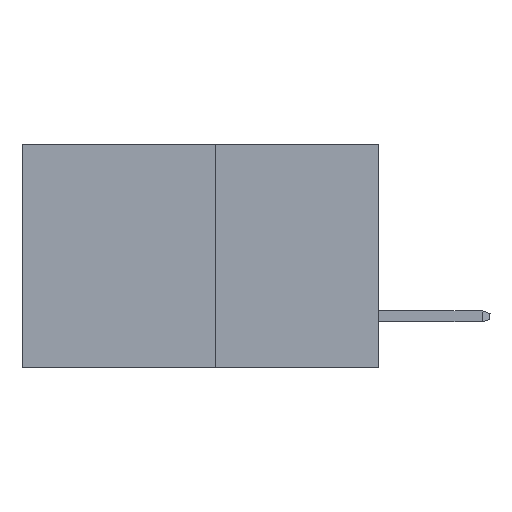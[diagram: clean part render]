
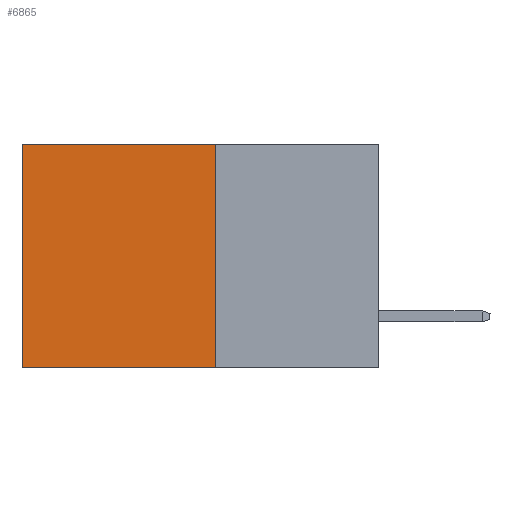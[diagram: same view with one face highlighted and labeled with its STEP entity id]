
A CAD part, left-side view. The second image highlights one B-rep face of the part: STEP entity #6865.
In plain terms, the highlighted planar face has unit normal (-1, 0, 0).
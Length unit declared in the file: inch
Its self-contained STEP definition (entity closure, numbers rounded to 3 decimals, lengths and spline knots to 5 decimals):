
#225 = VERTEX_POINT ( 'NONE', #6400 ) ;
#304 = ORIENTED_EDGE ( 'NONE', *, *, #1200, .F. ) ;
#431 = VECTOR ( 'NONE', #6861, 39.37008 ) ;
#622 = LINE ( 'NONE', #2036, #431 ) ;
#674 = PLANE ( 'NONE',  #6561 ) ;
#1026 = VERTEX_POINT ( 'NONE', #1970 ) ;
#1200 = EDGE_CURVE ( 'NONE', #225, #4426, #7281, .T. ) ;
#1311 = VECTOR ( 'NONE', #5163, 39.37008 ) ;
#1970 = CARTESIAN_POINT ( 'NONE',  ( 0.277, 0.59, 0. ) ) ;
#2036 = CARTESIAN_POINT ( 'NONE',  ( 0.277, 0.27, -0.37 ) ) ;
#2525 = DIRECTION ( 'NONE',  ( 0., 0., -1. ) ) ;
#2930 = LINE ( 'NONE', #7525, #1311 ) ;
#2982 = ORIENTED_EDGE ( 'NONE', *, *, #6104, .T. ) ;
#3990 = CARTESIAN_POINT ( 'NONE',  ( 0.277, 0.27, 0. ) ) ;
#4162 = CARTESIAN_POINT ( 'NONE',  ( 0.277, 0.27, 0. ) ) ;
#4302 = CARTESIAN_POINT ( 'NONE',  ( 0.277, 0.59, -0.37 ) ) ;
#4317 = EDGE_LOOP ( 'NONE', ( #6923, #304, #4948, #2982 ) ) ;
#4426 = VERTEX_POINT ( 'NONE', #4302 ) ;
#4528 = VECTOR ( 'NONE', #4769, 39.37008 ) ;
#4769 = DIRECTION ( 'NONE',  ( 0., 1., 0. ) ) ;
#4948 = ORIENTED_EDGE ( 'NONE', *, *, #6360, .F. ) ;
#4978 = CARTESIAN_POINT ( 'NONE',  ( 0.277, 0.27, -0.37 ) ) ;
#5163 = DIRECTION ( 'NONE',  ( 0., 0., -1. ) ) ;
#5260 = EDGE_CURVE ( 'NONE', #1026, #4426, #2930, .T. ) ;
#5688 = VECTOR ( 'NONE', #7805, 39.37008 ) ;
#6104 = EDGE_CURVE ( 'NONE', #6483, #1026, #7666, .T. ) ;
#6128 = DIRECTION ( 'NONE',  ( 1., 0., 0. ) ) ;
#6360 = EDGE_CURVE ( 'NONE', #6483, #225, #622, .T. ) ;
#6400 = CARTESIAN_POINT ( 'NONE',  ( 0.277, 0.27, -0.37 ) ) ;
#6483 = VERTEX_POINT ( 'NONE', #3990 ) ;
#6561 = AXIS2_PLACEMENT_3D ( 'NONE', #6694, #6128, #2525 ) ;
#6694 = CARTESIAN_POINT ( 'NONE',  ( 0.277, 0.27, -0.37 ) ) ;
#6848 = FACE_OUTER_BOUND ( 'NONE', #4317, .T. ) ;
#6861 = DIRECTION ( 'NONE',  ( 0., 0., -1. ) ) ;
#6865 = ADVANCED_FACE ( 'NONE', ( #6848 ), #674, .F. ) ;
#6923 = ORIENTED_EDGE ( 'NONE', *, *, #5260, .T. ) ;
#7281 = LINE ( 'NONE', #4978, #5688 ) ;
#7525 = CARTESIAN_POINT ( 'NONE',  ( 0.277, 0.59, -0.37 ) ) ;
#7666 = LINE ( 'NONE', #4162, #4528 ) ;
#7805 = DIRECTION ( 'NONE',  ( 0., 1., 0. ) ) ;
